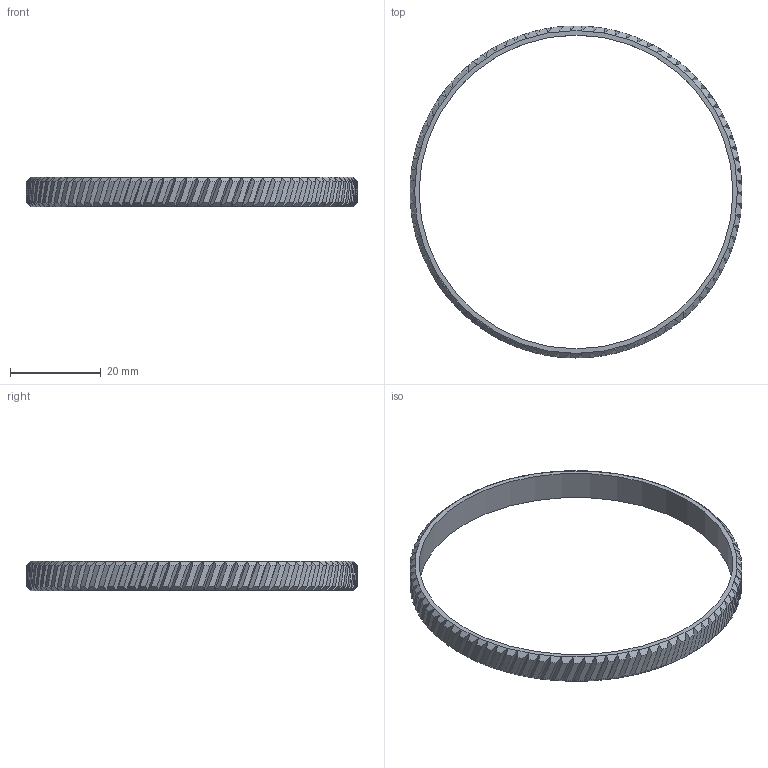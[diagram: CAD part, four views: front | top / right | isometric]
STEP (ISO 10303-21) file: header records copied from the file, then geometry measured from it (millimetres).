
FILE_DESCRIPTION(('HOOPS Exchange Step'),'2;1');
FILE_NAME('temp_export','2023-06-13T19:32:01-04:00',('gmoua'),('Shapr3D Limited'),'HOOPS Exchange 2022.2','Shapr3D','Authorized');
FILE_SCHEMA( ('AUTOMOTIVE_DESIGN { 1 0 10303 214 1 1 1 1 }') );
Length unit declared in the file: millimetre
Products named in the file (1): Focus Grip Angled
Bounding box: 73 x 73 x 6.5 mm (x, y, z)
Volume: 2381.5 mm3; surface area: 4086.2 mm2
Topology: 1 solids, 1 shells, 276 faces, 825 edges, 551 vertices
Faces by surface type: plane 182, cylinder 92, cone 2
Full cylindrical faces by diameter (mm): 69 x1
Entity records: 9852 total; most frequent: CARTESIAN_POINT 2739, ORIENTED_EDGE 1650, DIRECTION 1386, EDGE_CURVE 825, AXIS2_PLACEMENT_3D 646, VERTEX_POINT 551, B_SPLINE_CURVE_WITH_KNOTS 362, EDGE_LOOP 278
